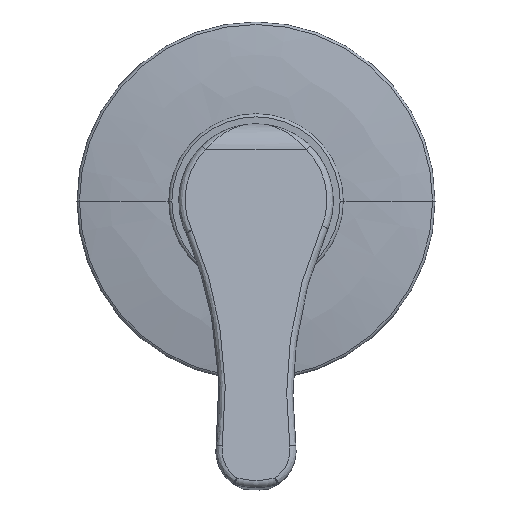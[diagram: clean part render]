
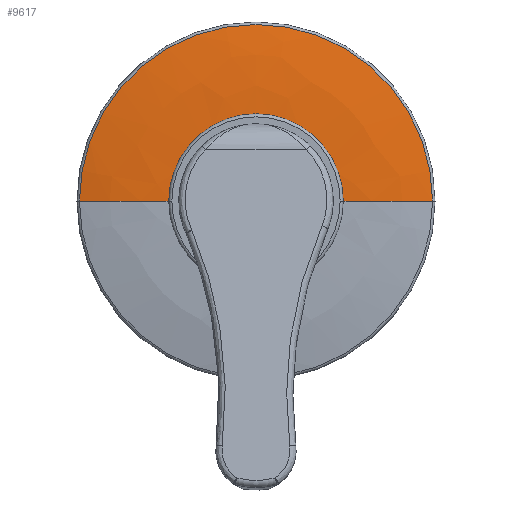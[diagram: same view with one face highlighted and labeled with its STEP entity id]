
A CAD part, top view. The second image highlights one B-rep face of the part: STEP entity #9617.
In plain terms, the highlighted free-form (B-spline) face has degree [3, 3] with [7, 4] control points.
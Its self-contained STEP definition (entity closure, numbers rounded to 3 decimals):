
#8801=CARTESIAN_POINT('',(28.144,0.,-154.));
#8802=DIRECTION('',(0.,-1.,0.));
#8803=DIRECTION('',(0.194,0.,0.981));
#8804=AXIS2_PLACEMENT_3D('',#8801,#8802,#8803);
#8811=CARTESIAN_POINT('',(-28.144,0.,-154.));
#8812=DIRECTION('',(0.,1.,0.));
#8813=DIRECTION('',(-0.194,0.,0.981));
#8814=AXIS2_PLACEMENT_3D('',#8811,#8812,#8813);
#8892=CARTESIAN_POINT('',(0.,0.,-4.001));
#8893=DIRECTION('',(0.,0.,-1.));
#8894=DIRECTION('',(-1.,0.,0.));
#8895=AXIS2_PLACEMENT_3D('',#8892,#8893,#8894);
#8897=CARTESIAN_POINT('',(0.,0.,-6.84));
#8898=DIRECTION('',(0.,0.,1.));
#8899=DIRECTION('',(1.,0.,0.));
#8900=AXIS2_PLACEMENT_3D('',#8897,#8898,#8899);
#8927=CARTESIAN_POINT('',(57.194,0.,-6.84));
#8928=CARTESIAN_POINT('',(-57.194,0.,
-6.84));
#8929=VERTEX_POINT('',#8927);
#8930=VERTEX_POINT('',#8928);
#8963=CARTESIAN_POINT('',(-27.5,0.,-4.001));
#8964=CARTESIAN_POINT('',(27.5,0.,-4.001));
#8965=VERTEX_POINT('',#8963);
#8966=VERTEX_POINT('',#8964);
#9581=CARTESIAN_POINT('',(-26.849,-1.689,
-4.005));
#9582=CARTESIAN_POINT('',(-37.205,-2.341,
-3.919));
#9583=CARTESIAN_POINT('',(-47.514,-2.989,
-4.907));
#9584=CARTESIAN_POINT('',(-57.666,-3.628,
-6.957));
#9585=CARTESIAN_POINT('',(-27.889,14.834,
-4.005));
#9586=CARTESIAN_POINT('',(-38.645,20.555,
-3.919));
#9587=CARTESIAN_POINT('',(-49.354,26.251,
-4.907));
#9588=CARTESIAN_POINT('',(-59.898,31.859,
-6.957));
#9589=CARTESIAN_POINT('',(-16.556,26.902,
-4.005));
#9590=CARTESIAN_POINT('',(-22.941,37.279,
-3.919));
#9591=CARTESIAN_POINT('',(-29.298,47.608,
-4.907));
#9592=CARTESIAN_POINT('',(-35.558,57.78,
-6.957));
#9593=CARTESIAN_POINT('',(0.,26.902,-4.005));
#9594=CARTESIAN_POINT('',(0.,37.279,-3.919));
#9595=CARTESIAN_POINT('',(0.,47.608,
-4.907));
#9596=CARTESIAN_POINT('',(0.,57.78,-6.957));
#9597=CARTESIAN_POINT('',(16.556,26.902,-4.005));
#9598=CARTESIAN_POINT('',(22.941,37.279,-3.919));
#9599=CARTESIAN_POINT('',(29.298,47.608,-4.907));
#9600=CARTESIAN_POINT('',(35.558,57.78,-6.957));
#9601=CARTESIAN_POINT('',(27.889,14.834,-4.005));
#9602=CARTESIAN_POINT('',(38.645,20.555,-3.919));
#9603=CARTESIAN_POINT('',(49.354,26.251,-4.907));
#9604=CARTESIAN_POINT('',(59.898,31.859,-6.957));
#9605=CARTESIAN_POINT('',(26.849,-1.689,
-4.005));
#9606=CARTESIAN_POINT('',(37.205,-2.341,
-3.919));
#9607=CARTESIAN_POINT('',(47.514,-2.989,
-4.907));
#9608=CARTESIAN_POINT('',(57.666,-3.628,
-6.957));
#9609=(BOUNDED_SURFACE()B_SPLINE_SURFACE(3,3,((#9581,#9582,#9583,#9584),(#9585,
#9586,#9587,#9588),(#9589,#9590,#9591,#9592),(#9593,#9594,#9595,#9596),(#9597,
#9598,#9599,#9600),(#9601,#9602,#9603,#9604),(#9605,#9606,#9607,#9608)),
.UNSPECIFIED.,.F.,.F.,.F.)B_SPLINE_SURFACE_WITH_KNOTS((4,3,4),(4,4),(0.,1.,
2.),(0.,1.),.UNSPECIFIED.)GEOMETRIC_REPRESENTATION_ITEM()RATIONAL_B_SPLINE_SURFACE(((1.19,1.186,1.186,1.19),(
0.94,0.937,0.937,0.94),(
0.94,0.937,0.937,0.94),(
1.19,1.186,1.186,1.19),(
0.94,0.937,0.937,0.94),(
0.94,0.937,0.937,0.94),(
1.19,1.186,1.186,1.19)))REPRESENTATION_ITEM('')SURFACE());
#9610=ORIENTED_EDGE('',*,*,#9398,.F.);
#9611=ORIENTED_EDGE('',*,*,#9375,.F.);
#9613=ORIENTED_EDGE('',*,*,#9612,.F.);
#9614=ORIENTED_EDGE('',*,*,#9372,.T.);
#9615=EDGE_LOOP('',(#9610,#9611,#9613,#9614));
#9616=FACE_OUTER_BOUND('',#9615,.F.);
#9617=ADVANCED_FACE('',(#9616),#9609,.T.);
#8805=CIRCLE('',#8804,150.);
#8815=CIRCLE('',#8814,150.);
#8896=CIRCLE('',#8895,27.5);
#8901=CIRCLE('',#8900,57.194);
#9372=EDGE_CURVE('',#8929,#8966,#8805,.T.);
#9375=EDGE_CURVE('',#8930,#8965,#8815,.T.);
#9398=EDGE_CURVE('',#8965,#8966,#8896,.T.);
#9612=EDGE_CURVE('',#8929,#8930,#8901,.T.);
